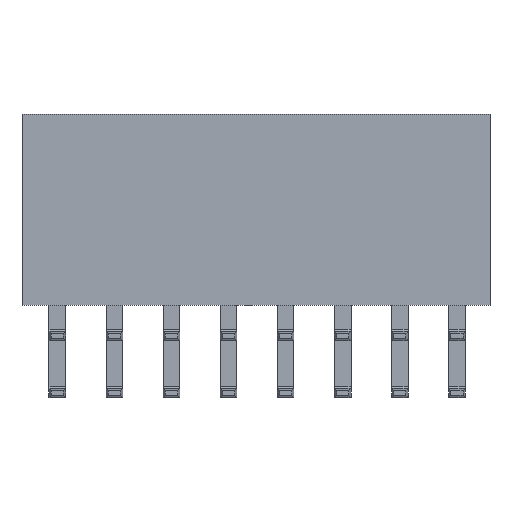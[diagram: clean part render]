
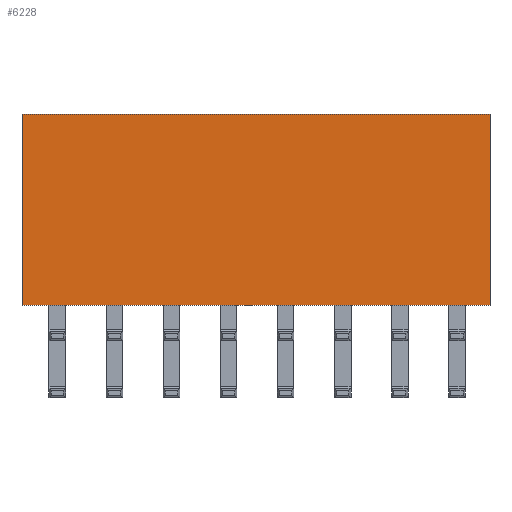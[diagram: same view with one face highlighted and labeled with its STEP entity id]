
A CAD part, front view. The second image highlights one B-rep face of the part: STEP entity #6228.
In plain terms, the highlighted planar face has unit normal (0, -1, 0).
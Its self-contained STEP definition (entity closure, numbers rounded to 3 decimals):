
#672=ORIENTED_EDGE('',*,*,#2344,.F.);
#673=ORIENTED_EDGE('',*,*,#2355,.F.);
#674=ORIENTED_EDGE('',*,*,#2349,.F.);
#675=ORIENTED_EDGE('',*,*,#1950,.F.);
#1950=EDGE_CURVE('',#2844,#2845,#3416,.T.);
#2344=EDGE_CURVE('',#3141,#2844,#3810,.T.);
#2349=EDGE_CURVE('',#2845,#3144,#3815,.T.);
#2355=EDGE_CURVE('',#3144,#3141,#3821,.T.);
#2844=VERTEX_POINT('',#8537);
#2845=VERTEX_POINT('',#8539);
#3141=VERTEX_POINT('',#9294);
#3144=VERTEX_POINT('',#9304);
#3416=LINE('',#8538,#4286);
#3810=LINE('',#9295,#4680);
#3815=LINE('',#9303,#4685);
#3821=LINE('',#9313,#4691);
#4286=VECTOR('',#6919,1000.);
#4680=VECTOR('',#7445,1000.);
#4685=VECTOR('',#7452,1000.);
#4691=VECTOR('',#7462,1000.);
#5224=EDGE_LOOP('',(#672,#673,#674,#675));
#5584=FACE_BOUND('',#5224,.T.);
#5912=PLANE('',#6594);
#6228=ADVANCED_FACE('',(#5584),#5912,.F.);
#6594=AXIS2_PLACEMENT_3D('',#9314,#7463,#7464);
#6919=DIRECTION('',(1.,0.,0.));
#7445=DIRECTION('',(0.,0.,1.));
#7452=DIRECTION('',(0.,0.,-1.));
#7462=DIRECTION('',(-1.,0.,0.));
#7463=DIRECTION('',(0.,1.,0.));
#7464=DIRECTION('',(0.,0.,1.));
#8537=CARTESIAN_POINT('',(-10.41,-2.5,4.25));
#8538=CARTESIAN_POINT('',(-10.41,-2.5,4.25));
#8539=CARTESIAN_POINT('',(10.41,-2.5,4.25));
#9294=CARTESIAN_POINT('',(-10.41,-2.5,-4.25));
#9295=CARTESIAN_POINT('',(-10.41,-2.5,-4.25));
#9303=CARTESIAN_POINT('',(10.41,-2.5,4.25));
#9304=CARTESIAN_POINT('',(10.41,-2.5,-4.25));
#9313=CARTESIAN_POINT('',(10.41,-2.5,-4.25));
#9314=CARTESIAN_POINT('',(0.,-2.5,0.));
